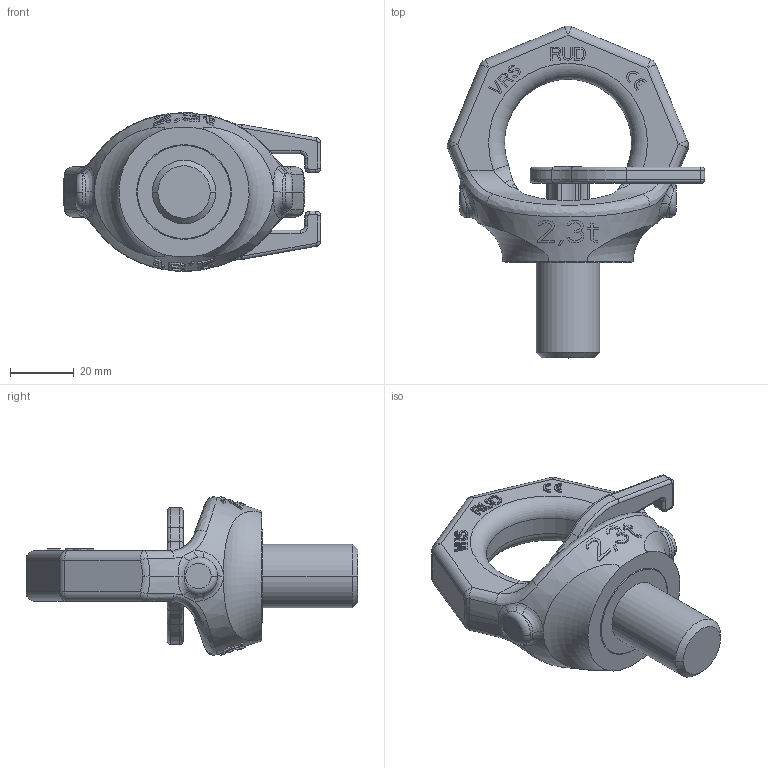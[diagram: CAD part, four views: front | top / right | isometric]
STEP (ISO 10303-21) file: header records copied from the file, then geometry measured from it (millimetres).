
FILE_DESCRIPTION((''),'2;1');
FILE_NAME('001-M35308-P-2_ASM','2018-08-21T',('Andreas.Wendler'),(''),'PRO/ENGINEER BY PARAMETRIC TECHNOLOGY CORPORATION, 2011490','PRO/ENGINEER BY PARAMETRIC TECHNOLOGY CORPORATION, 2011490','');
FILE_SCHEMA(('CONFIG_CONTROL_DESIGN'));
Length unit declared in the file: millimetre
Products named in the file (4): 001-M35308-P-1; 001-M35105-P-1; 001-M33193-P-1; 001-M35308-P-2_ASM
Assembly tree (3 placements, depth 2):
  001-M35308-P-2_ASM
    001-M35308-P-1
    001-M35105-P-1
    001-M33193-P-1
Bounding box: 80.98 x 104.44 x 49.87 mm (x, y, z)
Volume: 79591 mm3; surface area: 24639 mm2
Topology: 3 solids, 3 shells, 774 faces, 2102 edges, 1363 vertices
Faces by surface type: plane 588, cylinder 76, bspline 70, torus 28, sphere 10, cone 2
Entity records: 29130 total; most frequent: CARTESIAN_POINT 10669, ORIENTED_EDGE 4204, DIRECTION 3223, EDGE_CURVE 2102, VERTEX_POINT 1363, VECTOR 1307, LINE 1307, AXIS2_PLACEMENT_3D 958
